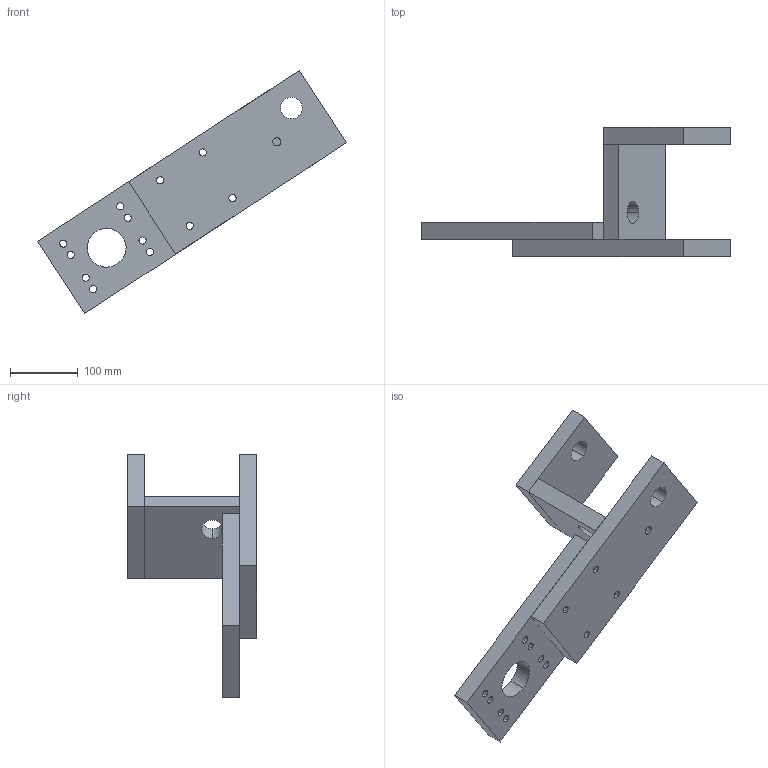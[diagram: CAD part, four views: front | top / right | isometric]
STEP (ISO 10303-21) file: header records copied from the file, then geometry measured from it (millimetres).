
FILE_DESCRIPTION (( 'STEP AP203' ), '1' );
FILE_NAME ('SupportAssembly.STEP', '2012-06-07T23:40:37', ( '' ), ( '' ), 'SwSTEP 2.0', 'SolidWorks 2010', '' );
FILE_SCHEMA (( 'CONFIG_CONTROL_DESIGN' ));
Length unit declared in the file: millimetre
Products named in the file (4): InterfacePlate; BridgeBar; SupportAssembly; SupportBar
Assembly tree (4 placements, depth 2):
  SupportAssembly
    InterfacePlate
    SupportBar
    BridgeBar  x2
Bounding box: 454.56 x 190.8 x 357.91 mm (x, y, z)
Volume: 2671508 mm3; surface area: 307928.3 mm2
Topology: 4 solids, 4 shells, 66 faces, 174 edges, 116 vertices
Faces by surface type: cylinder 42, plane 24
Entity records: 2386 total; most frequent: DIRECTION 366, CARTESIAN_POINT 325, ORIENTED_EDGE 312, EDGE_CURVE 156, AXIS2_PLACEMENT_3D 145, VERTEX_POINT 104, EDGE_LOOP 98, CIRCLE 80
